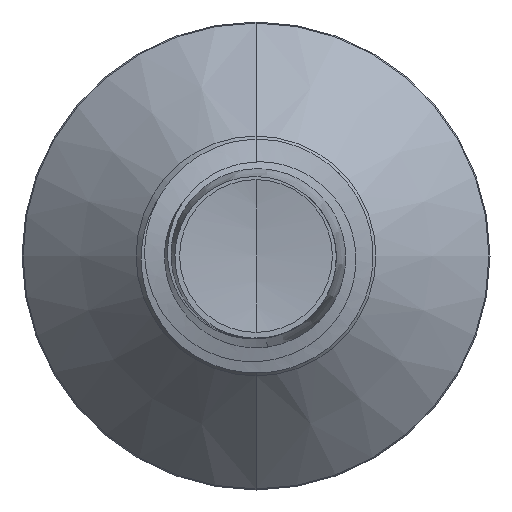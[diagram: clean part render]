
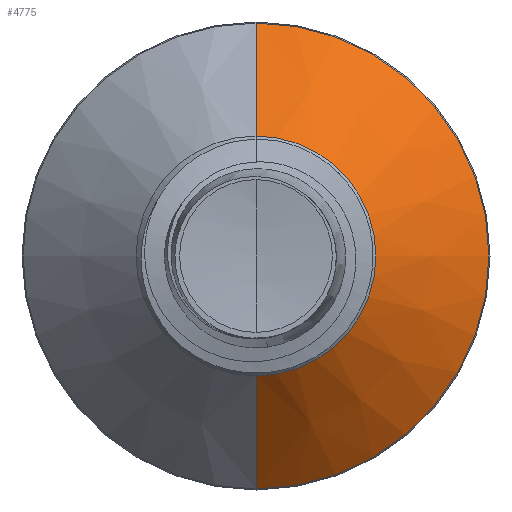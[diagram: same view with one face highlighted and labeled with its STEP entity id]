
A CAD part, front view. The second image highlights one B-rep face of the part: STEP entity #4775.
In plain terms, the highlighted conical face has half-angle 45 degrees and reference radius 2.563 mm.
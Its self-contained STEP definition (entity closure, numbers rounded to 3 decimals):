
#420 = DIRECTION ( 'NONE',  ( 0., 1., 0. ) ) ;
#556 = CARTESIAN_POINT ( 'NONE',  ( 0., 1.813, 2.563 ) ) ;
#810 = VERTEX_POINT ( 'NONE', #12038 ) ;
#986 = CIRCLE ( 'NONE', #8303, 4.978 ) ;
#1358 = VERTEX_POINT ( 'NONE', #556 ) ;
#1618 = CARTESIAN_POINT ( 'NONE',  ( 0., 1.813, 0. ) ) ;
#1758 = VECTOR ( 'NONE', #10329, 1000. ) ;
#1799 = AXIS2_PLACEMENT_3D ( 'NONE', #1618, #6345, #8243 ) ;
#1880 = DIRECTION ( 'NONE',  ( 0., 1., 0. ) ) ;
#2512 = CIRCLE ( 'NONE', #12004, 2.563 ) ;
#3322 = ORIENTED_EDGE ( 'NONE', *, *, #3548, .T. ) ;
#3548 = EDGE_CURVE ( 'NONE', #1358, #6537, #2512, .T. ) ;
#4168 = LINE ( 'NONE', #11479, #6666 ) ;
#4181 = FACE_OUTER_BOUND ( 'NONE', #8313, .T. ) ;
#4306 = LINE ( 'NONE', #7479, #1758 ) ;
#4329 = ORIENTED_EDGE ( 'NONE', *, *, #6832, .F. ) ;
#4775 = ADVANCED_FACE ( 'NONE', ( #4181 ), #5788, .T. ) ;
#5180 = VERTEX_POINT ( 'NONE', #8507 ) ;
#5788 = CONICAL_SURFACE ( 'NONE', #1799, 2.563, 0.785 ) ;
#6110 = CARTESIAN_POINT ( 'NONE',  ( 0., 1.813, 0. ) ) ;
#6189 = EDGE_CURVE ( 'NONE', #6537, #5180, #4168, .T. ) ;
#6345 = DIRECTION ( 'NONE',  ( 0., 1., 0. ) ) ;
#6412 = ORIENTED_EDGE ( 'NONE', *, *, #9196, .F. ) ;
#6537 = VERTEX_POINT ( 'NONE', #10953 ) ;
#6542 = ORIENTED_EDGE ( 'NONE', *, *, #6189, .T. ) ;
#6666 = VECTOR ( 'NONE', #11444, 1000. ) ;
#6832 = EDGE_CURVE ( 'NONE', #1358, #810, #4306, .T. ) ;
#7057 = DIRECTION ( 'NONE',  ( 0., 0., 1. ) ) ;
#7479 = CARTESIAN_POINT ( 'NONE',  ( 0., 1.813, 2.563 ) ) ;
#7560 = CARTESIAN_POINT ( 'NONE',  ( 0., 4.228, 0. ) ) ;
#8243 = DIRECTION ( 'NONE',  ( 0., 0., 1. ) ) ;
#8303 = AXIS2_PLACEMENT_3D ( 'NONE', #7560, #1880, #8524 ) ;
#8313 = EDGE_LOOP ( 'NONE', ( #3322, #6542, #6412, #4329 ) ) ;
#8507 = CARTESIAN_POINT ( 'NONE',  ( 0., 4.228, -4.978 ) ) ;
#8524 = DIRECTION ( 'NONE',  ( 0., 0., 1. ) ) ;
#9196 = EDGE_CURVE ( 'NONE', #810, #5180, #986, .T. ) ;
#10329 = DIRECTION ( 'NONE',  ( 0., 0.707, 0.707 ) ) ;
#10953 = CARTESIAN_POINT ( 'NONE',  ( 0., 1.813, -2.563 ) ) ;
#11444 = DIRECTION ( 'NONE',  ( 0., 0.707, -0.707 ) ) ;
#11479 = CARTESIAN_POINT ( 'NONE',  ( 0., 1.813, -2.563 ) ) ;
#12004 = AXIS2_PLACEMENT_3D ( 'NONE', #6110, #420, #7057 ) ;
#12038 = CARTESIAN_POINT ( 'NONE',  ( 0., 4.228, 4.978 ) ) ;
